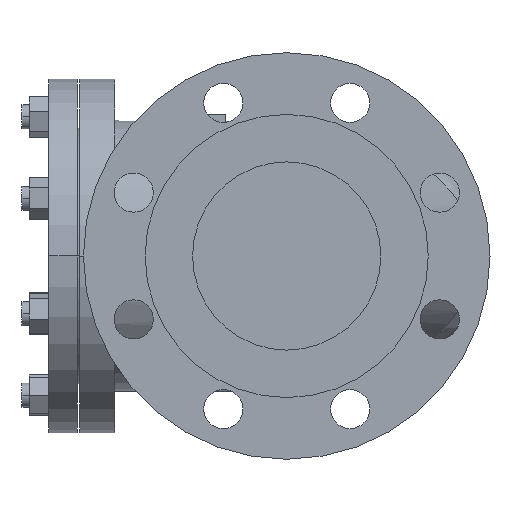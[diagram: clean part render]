
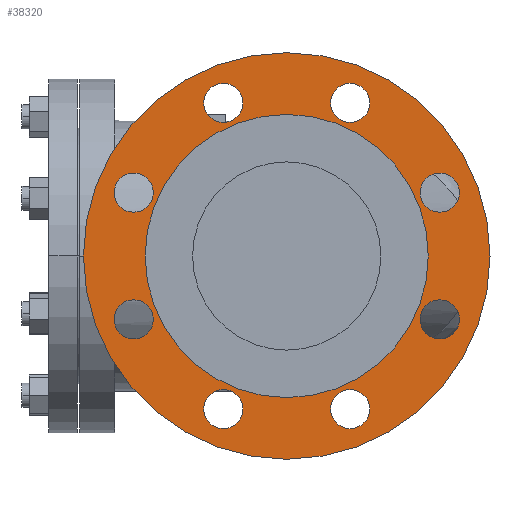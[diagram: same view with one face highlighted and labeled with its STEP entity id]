
A CAD part, left-side view. The second image highlights one B-rep face of the part: STEP entity #38320.
In plain terms, the highlighted planar face has unit normal (-1, 0, 0).
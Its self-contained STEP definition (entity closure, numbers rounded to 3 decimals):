
#10090=CARTESIAN_POINT('',(3.,0.,-135.));
#10100=VERTEX_POINT('',#10090);
#10130=CARTESIAN_POINT('',(3.,0.,0.));
#10140=DIRECTION('',(1.,0.,0.));
#10150=DIRECTION('',(0.,0.,-1.));
#10160=AXIS2_PLACEMENT_3D('',#10130,#10140,#10150);
#10170=CIRCLE('',#10160,135.);
#10180=CARTESIAN_POINT('',(3.,0.,135.));
#10190=VERTEX_POINT('',#10180);
#10200=EDGE_CURVE('',#10190,#10100,#10170,.T.);
#10510=CARTESIAN_POINT('',(3.,42.095,-88.627));
#10520=VERTEX_POINT('',#10510);
#10550=CARTESIAN_POINT('',(3.,42.095,-101.627));
#10560=DIRECTION('',(-1.,0.,0.));
#10570=DIRECTION('',(0.,0.,-1.));
#10580=AXIS2_PLACEMENT_3D('',#10550,#10560,#10570);
#10590=CIRCLE('',#10580,13.);
#10600=CARTESIAN_POINT('',(3.,42.095,-114.627));
#10610=VERTEX_POINT('',#10600);
#10620=EDGE_CURVE('',#10610,#10520,#10590,.T.);
#10930=CARTESIAN_POINT('',(3.,-42.095,-114.627));
#10940=VERTEX_POINT('',#10930);
#10970=CARTESIAN_POINT('',(3.,-42.095,-101.627));
#10980=DIRECTION('',(-1.,0.,0.));
#10990=DIRECTION('',(0.,0.,-1.));
#11000=AXIS2_PLACEMENT_3D('',#10970,#10980,#10990);
#11010=CIRCLE('',#11000,13.);
#11020=CARTESIAN_POINT('',(3.,-42.095,-88.627));
#11030=VERTEX_POINT('',#11020);
#11040=EDGE_CURVE('',#11030,#10940,#11010,.T.);
#11350=CARTESIAN_POINT('',(3.,101.627,-29.095));
#11360=VERTEX_POINT('',#11350);
#11520=CARTESIAN_POINT('',(3.,101.627,-55.095));
#11530=VERTEX_POINT('',#11520);
#11560=CARTESIAN_POINT('',(3.,101.627,-42.095));
#11570=DIRECTION('',(-1.,0.,0.));
#11580=DIRECTION('',(0.,0.,-1.));
#11590=AXIS2_PLACEMENT_3D('',#11560,#11570,#11580);
#11600=CIRCLE('',#11590,13.);
#11610=EDGE_CURVE('',#11360,#11530,#11600,.T.);
#11770=CARTESIAN_POINT('',(3.,-101.627,-29.095));
#11780=VERTEX_POINT('',#11770);
#11940=CARTESIAN_POINT('',(3.,-101.627,-55.095));
#11950=VERTEX_POINT('',#11940);
#11980=CARTESIAN_POINT('',(3.,-101.627,-42.095));
#11990=DIRECTION('',(-1.,0.,0.));
#12000=DIRECTION('',(0.,0.,-1.));
#12010=AXIS2_PLACEMENT_3D('',#11980,#11990,#12000);
#12020=CIRCLE('',#12010,13.);
#12030=EDGE_CURVE('',#11780,#11950,#12020,.T.);
#12190=CARTESIAN_POINT('',(3.,101.627,29.095));
#12200=VERTEX_POINT('',#12190);
#12360=CARTESIAN_POINT('',(3.,101.627,55.095));
#12370=VERTEX_POINT('',#12360);
#12400=CARTESIAN_POINT('',(3.,101.627,42.095));
#12410=DIRECTION('',(-1.,0.,0.));
#12420=DIRECTION('',(0.,0.,-1.));
#12430=AXIS2_PLACEMENT_3D('',#12400,#12410,#12420);
#12440=CIRCLE('',#12430,13.);
#12450=EDGE_CURVE('',#12200,#12370,#12440,.T.);
#12610=CARTESIAN_POINT('',(3.,-101.627,29.095));
#12620=VERTEX_POINT('',#12610);
#12780=CARTESIAN_POINT('',(3.,-101.627,55.095));
#12790=VERTEX_POINT('',#12780);
#12820=CARTESIAN_POINT('',(3.,-101.627,42.095));
#12830=DIRECTION('',(-1.,0.,0.));
#12840=DIRECTION('',(0.,0.,-1.));
#12850=AXIS2_PLACEMENT_3D('',#12820,#12830,#12840);
#12860=CIRCLE('',#12850,13.);
#12870=EDGE_CURVE('',#12620,#12790,#12860,.T.);
#13030=CARTESIAN_POINT('',(3.,42.095,88.627));
#13040=VERTEX_POINT('',#13030);
#13200=CARTESIAN_POINT('',(3.,42.095,114.627));
#13210=VERTEX_POINT('',#13200);
#13240=CARTESIAN_POINT('',(3.,42.095,101.627));
#13250=DIRECTION('',(-1.,0.,0.));
#13260=DIRECTION('',(0.,0.,-1.));
#13270=AXIS2_PLACEMENT_3D('',#13240,#13250,#13260);
#13280=CIRCLE('',#13270,13.);
#13290=EDGE_CURVE('',#13040,#13210,#13280,.T.);
#13450=CARTESIAN_POINT('',(3.,-42.095,114.627));
#13460=VERTEX_POINT('',#13450);
#13490=CARTESIAN_POINT('',(3.,-42.095,101.627));
#13500=DIRECTION('',(-1.,0.,0.));
#13510=DIRECTION('',(0.,0.,-1.));
#13520=AXIS2_PLACEMENT_3D('',#13490,#13500,#13510);
#13530=CIRCLE('',#13520,13.);
#13540=CARTESIAN_POINT('',(3.,-42.095,88.627));
#13550=VERTEX_POINT('',#13540);
#13560=EDGE_CURVE('',#13550,#13460,#13530,.T.);
#13870=CARTESIAN_POINT('',(3.,-94.,0.));
#13880=VERTEX_POINT('',#13870);
#13910=CARTESIAN_POINT('',(3.,0.,0.));
#13920=DIRECTION('',(-1.,0.,0.));
#13930=DIRECTION('',(0.,1.,0.));
#13940=AXIS2_PLACEMENT_3D('',#13910,#13920,#13930);
#13950=CIRCLE('',#13940,94.);
#13960=CARTESIAN_POINT('',(3.,94.,0.));
#13970=VERTEX_POINT('',#13960);
#13980=EDGE_CURVE('',#13970,#13880,#13950,.T.);
#37730=CARTESIAN_POINT('',(3.,114.5,0.));
#37740=DIRECTION('',(1.,0.,0.));
#37750=DIRECTION('',(0.,-1.,0.));
#37760=AXIS2_PLACEMENT_3D('',#37730,#37740,#37750);
#37770=PLANE('',#37760);
#37780=EDGE_CURVE('',#10520,#10610,#10590,.T.);
#37790=ORIENTED_EDGE('',*,*,#37780,.F.);
#37800=ORIENTED_EDGE('',*,*,#10620,.F.);
#37810=EDGE_LOOP('',(#37800,#37790));
#37820=FACE_BOUND('',#37810,.T.);
#37830=EDGE_CURVE('',#10940,#11030,#11010,.T.);
#37840=ORIENTED_EDGE('',*,*,#37830,.F.);
#37850=ORIENTED_EDGE('',*,*,#11040,.F.);
#37860=EDGE_LOOP('',(#37850,#37840));
#37870=FACE_BOUND('',#37860,.T.);
#37880=EDGE_CURVE('',#11530,#11360,#11600,.T.);
#37890=ORIENTED_EDGE('',*,*,#37880,.F.);
#37900=ORIENTED_EDGE('',*,*,#11610,.F.);
#37910=EDGE_LOOP('',(#37900,#37890));
#37920=FACE_BOUND('',#37910,.T.);
#37930=EDGE_CURVE('',#11950,#11780,#12020,.T.);
#37940=ORIENTED_EDGE('',*,*,#37930,.F.);
#37950=ORIENTED_EDGE('',*,*,#12030,.F.);
#37960=EDGE_LOOP('',(#37950,#37940));
#37970=FACE_BOUND('',#37960,.T.);
#37980=EDGE_CURVE('',#12370,#12200,#12440,.T.);
#37990=ORIENTED_EDGE('',*,*,#37980,.F.);
#38000=ORIENTED_EDGE('',*,*,#12450,.F.);
#38010=EDGE_LOOP('',(#38000,#37990));
#38020=FACE_BOUND('',#38010,.T.);
#38030=EDGE_CURVE('',#12790,#12620,#12860,.T.);
#38040=ORIENTED_EDGE('',*,*,#38030,.F.);
#38050=ORIENTED_EDGE('',*,*,#12870,.F.);
#38060=EDGE_LOOP('',(#38050,#38040));
#38070=FACE_BOUND('',#38060,.T.);
#38080=EDGE_CURVE('',#13210,#13040,#13280,.T.);
#38090=ORIENTED_EDGE('',*,*,#38080,.F.);
#38100=ORIENTED_EDGE('',*,*,#13290,.F.);
#38110=EDGE_LOOP('',(#38100,#38090));
#38120=FACE_BOUND('',#38110,.T.);
#38130=EDGE_CURVE('',#13460,#13550,#13530,.T.);
#38140=ORIENTED_EDGE('',*,*,#38130,.F.);
#38150=ORIENTED_EDGE('',*,*,#13560,.F.);
#38160=EDGE_LOOP('',(#38150,#38140));
#38170=FACE_BOUND('',#38160,.T.);
#38180=CARTESIAN_POINT('',(3.,135.,0.));
#38190=VERTEX_POINT('',#38180);
#38200=EDGE_CURVE('',#38190,#10190,#10170,.T.);
#38210=ORIENTED_EDGE('',*,*,#38200,.F.);
#38220=ORIENTED_EDGE('',*,*,#10200,.F.);
#38230=EDGE_CURVE('',#10100,#38190,#10170,.T.);
#38240=ORIENTED_EDGE('',*,*,#38230,.F.);
#38250=EDGE_LOOP('',(#38240,#38220,#38210));
#38260=FACE_OUTER_BOUND('',#38250,.T.);
#38270=EDGE_CURVE('',#13880,#13970,#13950,.T.);
#38280=ORIENTED_EDGE('',*,*,#38270,.F.);
#38290=ORIENTED_EDGE('',*,*,#13980,.F.);
#38300=EDGE_LOOP('',(#38290,#38280));
#38310=FACE_BOUND('',#38300,.T.);
#38320=ADVANCED_FACE('',(#37820,#37870,#37920,#37970,#38020,#38070,
#38120,#38170,#38260,#38310),#37770,.F.);
